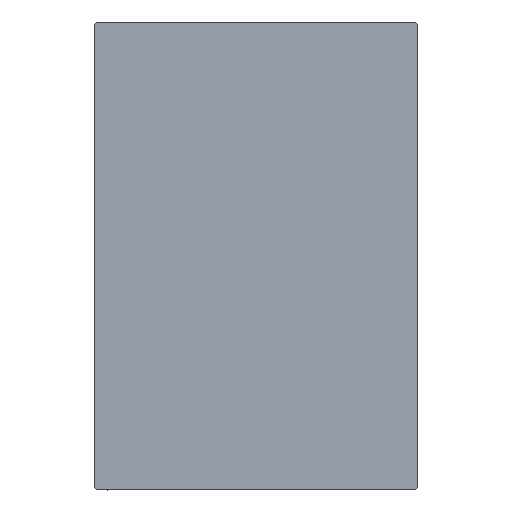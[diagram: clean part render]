
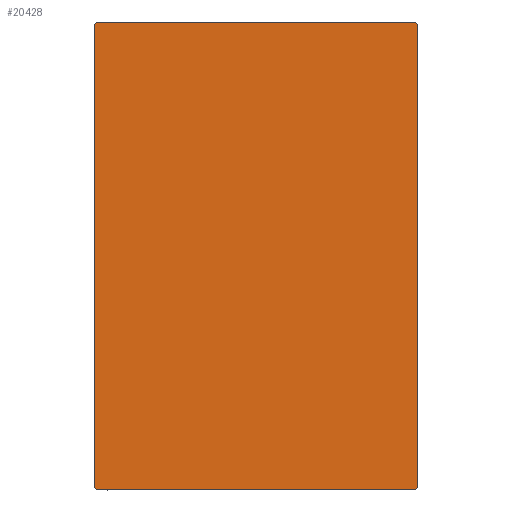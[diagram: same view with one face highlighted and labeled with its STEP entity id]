
A CAD part, left-side view. The second image highlights one B-rep face of the part: STEP entity #20428.
In plain terms, the highlighted face is planar.
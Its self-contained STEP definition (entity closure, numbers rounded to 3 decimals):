
#150 = VECTOR ( 'NONE', #41839, 1000. ) ;
#535 = VERTEX_POINT ( 'NONE', #34053 ) ;
#1018 = DIRECTION ( 'NONE',  ( 0., -1., 0. ) ) ;
#1525 = EDGE_CURVE ( 'NONE', #535, #18683, #32524, .T. ) ;
#1775 = ORIENTED_EDGE ( 'NONE', *, *, #18489, .T. ) ;
#3872 = ORIENTED_EDGE ( 'NONE', *, *, #26383, .T. ) ;
#4239 = ORIENTED_EDGE ( 'NONE', *, *, #6126, .T. ) ;
#4937 = VERTEX_POINT ( 'NONE', #21576 ) ;
#5353 = DIRECTION ( 'NONE',  ( 0., -0.707, 0.707 ) ) ;
#5427 = ORIENTED_EDGE ( 'NONE', *, *, #17075, .T. ) ;
#6063 = CARTESIAN_POINT ( 'NONE',  ( 100., -22.5, -32.5 ) ) ;
#6126 = EDGE_CURVE ( 'NONE', #41843, #26009, #21755, .T. ) ;
#7045 = CARTESIAN_POINT ( 'NONE',  ( 100., -22.2, 32.5 ) ) ;
#7329 = LINE ( 'NONE', #20555, #17449 ) ;
#7505 = VERTEX_POINT ( 'NONE', #7045 ) ;
#7680 = DIRECTION ( 'NONE',  ( 0., -0.707, -0.707 ) ) ;
#7698 = DIRECTION ( 'NONE',  ( 0., 0., 1. ) ) ;
#10525 = CARTESIAN_POINT ( 'NONE',  ( 100., 22.5, 32.2 ) ) ;
#10535 = CARTESIAN_POINT ( 'NONE',  ( 100., 22.2, 32.5 ) ) ;
#11105 = DIRECTION ( 'NONE',  ( 1., 0., 0. ) ) ;
#11140 = EDGE_CURVE ( 'NONE', #26312, #22620, #27411, .T. ) ;
#11354 = CARTESIAN_POINT ( 'NONE',  ( 100., 27.35, -27.35 ) ) ;
#12212 = VECTOR ( 'NONE', #19737, 1000. ) ;
#12415 = VECTOR ( 'NONE', #7680, 1000. ) ;
#13785 = AXIS2_PLACEMENT_3D ( 'NONE', #27680, #11105, #41352 ) ;
#13943 = VECTOR ( 'NONE', #34797, 1000. ) ;
#14013 = ORIENTED_EDGE ( 'NONE', *, *, #21846, .T. ) ;
#14025 = PLANE ( 'NONE',  #13785 ) ;
#14634 = LINE ( 'NONE', #24927, #12415 ) ;
#14689 = CARTESIAN_POINT ( 'NONE',  ( 100., 22.5, 32.5 ) ) ;
#17075 = EDGE_CURVE ( 'NONE', #4937, #41843, #31444, .T. ) ;
#17449 = VECTOR ( 'NONE', #34227, 1000. ) ;
#18489 = EDGE_CURVE ( 'NONE', #18683, #4937, #27717, .T. ) ;
#18683 = VERTEX_POINT ( 'NONE', #37909 ) ;
#18888 = ORIENTED_EDGE ( 'NONE', *, *, #30141, .T. ) ;
#19737 = DIRECTION ( 'NONE',  ( 0., 1., 0. ) ) ;
#19926 = ORIENTED_EDGE ( 'NONE', *, *, #1525, .T. ) ;
#20119 = CARTESIAN_POINT ( 'NONE',  ( 100., -22.5, 32.2 ) ) ;
#20428 = ADVANCED_FACE ( 'NONE', ( #41801 ), #14025, .T. ) ;
#20555 = CARTESIAN_POINT ( 'NONE',  ( 100., -27.35, -27.35 ) ) ;
#20958 = LINE ( 'NONE', #14689, #32311 ) ;
#21576 = CARTESIAN_POINT ( 'NONE',  ( 100., 22.5, -32.2 ) ) ;
#21755 = LINE ( 'NONE', #36067, #26711 ) ;
#21846 = EDGE_CURVE ( 'NONE', #7505, #26312, #14634, .T. ) ;
#22620 = VERTEX_POINT ( 'NONE', #39585 ) ;
#24927 = CARTESIAN_POINT ( 'NONE',  ( 100., -27.35, 27.35 ) ) ;
#26009 = VERTEX_POINT ( 'NONE', #10535 ) ;
#26312 = VERTEX_POINT ( 'NONE', #20119 ) ;
#26383 = EDGE_CURVE ( 'NONE', #22620, #535, #7329, .T. ) ;
#26711 = VECTOR ( 'NONE', #5353, 1000. ) ;
#27411 = LINE ( 'NONE', #41090, #13943 ) ;
#27680 = CARTESIAN_POINT ( 'NONE',  ( 100., 0., 0. ) ) ;
#27717 = LINE ( 'NONE', #11354, #150 ) ;
#30141 = EDGE_CURVE ( 'NONE', #26009, #7505, #20958, .T. ) ;
#30540 = ORIENTED_EDGE ( 'NONE', *, *, #11140, .T. ) ;
#31444 = LINE ( 'NONE', #38395, #33841 ) ;
#32311 = VECTOR ( 'NONE', #1018, 1000. ) ;
#32524 = LINE ( 'NONE', #6063, #12212 ) ;
#33841 = VECTOR ( 'NONE', #7698, 1000. ) ;
#34053 = CARTESIAN_POINT ( 'NONE',  ( 100., -22.2, -32.5 ) ) ;
#34227 = DIRECTION ( 'NONE',  ( 0., 0.707, -0.707 ) ) ;
#34797 = DIRECTION ( 'NONE',  ( 0., 0., -1. ) ) ;
#36067 = CARTESIAN_POINT ( 'NONE',  ( 100., 27.35, 27.35 ) ) ;
#37909 = CARTESIAN_POINT ( 'NONE',  ( 100., 22.2, -32.5 ) ) ;
#38313 = EDGE_LOOP ( 'NONE', ( #19926, #1775, #5427, #4239, #18888, #14013, #30540, #3872 ) ) ;
#38395 = CARTESIAN_POINT ( 'NONE',  ( 100., 22.5, -32.5 ) ) ;
#39585 = CARTESIAN_POINT ( 'NONE',  ( 100., -22.5, -32.2 ) ) ;
#41090 = CARTESIAN_POINT ( 'NONE',  ( 100., -22.5, 32.5 ) ) ;
#41352 = DIRECTION ( 'NONE',  ( 0., 0., -1. ) ) ;
#41801 = FACE_OUTER_BOUND ( 'NONE', #38313, .T. ) ;
#41839 = DIRECTION ( 'NONE',  ( 0., 0.707, 0.707 ) ) ;
#41843 = VERTEX_POINT ( 'NONE', #10525 ) ;
